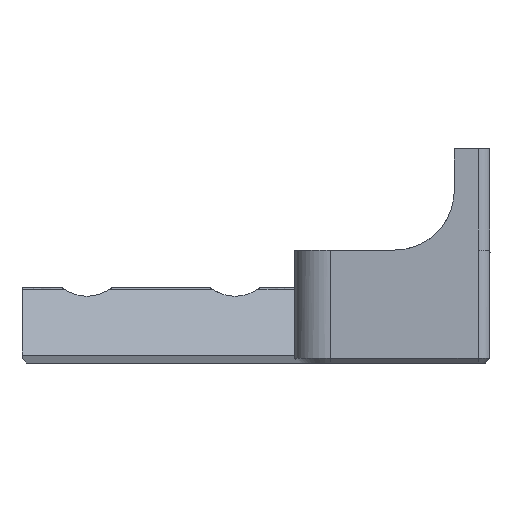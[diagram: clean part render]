
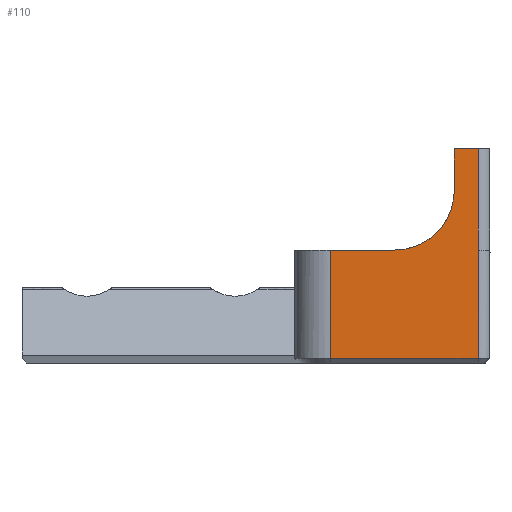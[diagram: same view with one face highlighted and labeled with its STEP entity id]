
A CAD part, front view. The second image highlights one B-rep face of the part: STEP entity #110.
In plain terms, the highlighted planar face has unit normal (0, -1, 0).
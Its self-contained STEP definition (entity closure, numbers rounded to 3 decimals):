
#110=ADVANCED_FACE('',(#276),#2684,.T.);
#276=FACE_OUTER_BOUND('',#444,.T.);
#444=EDGE_LOOP('',(#902,#903,#904,#905,#906,#907,#908,#909));
#902=ORIENTED_EDGE('',*,*,#1656,.T.);
#903=ORIENTED_EDGE('',*,*,#1547,.F.);
#904=ORIENTED_EDGE('',*,*,#1549,.F.);
#905=ORIENTED_EDGE('',*,*,#1531,.F.);
#906=ORIENTED_EDGE('',*,*,#1472,.T.);
#907=ORIENTED_EDGE('',*,*,#1476,.F.);
#908=ORIENTED_EDGE('',*,*,#1649,.T.);
#909=ORIENTED_EDGE('',*,*,#1662,.T.);
#1472=EDGE_CURVE('',#2371,#2374,#1911,.T.);
#1476=EDGE_CURVE('',#2378,#2374,#2214,.T.);
#1531=EDGE_CURVE('',#2371,#2441,#1951,.T.);
#1547=EDGE_CURVE('',#2439,#2412,#1966,.T.);
#1549=EDGE_CURVE('',#2441,#2439,#1967,.T.);
#1649=EDGE_CURVE('',#2378,#2488,#2037,.T.);
#1656=EDGE_CURVE('',#2492,#2412,#2044,.T.);
#1662=EDGE_CURVE('',#2488,#2492,#2264,.T.);
#1911=B_SPLINE_CURVE_WITH_KNOTS('',1,(#3681,#3682),.UNSPECIFIED.,.F.,.F.,
(2,2),(0.,13.),.UNSPECIFIED.);
#1951=B_SPLINE_CURVE_WITH_KNOTS('',1,(#3880,#3881),.UNSPECIFIED.,.F.,.F.,
(2,2),(0.,9.1),.UNSPECIFIED.);
#1966=B_SPLINE_CURVE_WITH_KNOTS('',1,(#3913,#3914),.UNSPECIFIED.,.F.,.F.,
(2,2),(0.4,9.5),.UNSPECIFIED.);
#1967=B_SPLINE_CURVE_WITH_KNOTS('',1,(#3918,#3919),.UNSPECIFIED.,.F.,.F.,
(2,2),(0.,12.4),.UNSPECIFIED.);
#2037=B_SPLINE_CURVE_WITH_KNOTS('',1,(#4482,#4483),.UNSPECIFIED.,.F.,.F.,
(2,2),(-13.,-7.342),.UNSPECIFIED.);
#2044=B_SPLINE_CURVE_WITH_KNOTS('',1,(#4496,#4497),.UNSPECIFIED.,.F.,.F.,
(2,2),(22.458,26.705),.UNSPECIFIED.);
#2214=(
BOUNDED_CURVE()
B_SPLINE_CURVE(2,(#3691,#3692,#3693),.UNSPECIFIED.,.F.,.F.)
B_SPLINE_CURVE_WITH_KNOTS((3,3),(-139.232,-137.659),
 .UNSPECIFIED.)
CURVE()
GEOMETRIC_REPRESENTATION_ITEM()
RATIONAL_B_SPLINE_CURVE((1.,1.,1.))
REPRESENTATION_ITEM('')
);
#2264=(
BOUNDED_CURVE()
B_SPLINE_CURVE(2,(#4509,#4510,#4511),.UNSPECIFIED.,.F.,.F.)
B_SPLINE_CURVE_WITH_KNOTS((3,3),(0.,7.854),.UNSPECIFIED.)
CURVE()
GEOMETRIC_REPRESENTATION_ITEM()
RATIONAL_B_SPLINE_CURVE((1.,0.707,1.))
REPRESENTATION_ITEM('')
);
#2371=VERTEX_POINT('',#3478);
#2374=VERTEX_POINT('',#3481);
#2378=VERTEX_POINT('',#3485);
#2412=VERTEX_POINT('',#3519);
#2439=VERTEX_POINT('',#3546);
#2441=VERTEX_POINT('',#3548);
#2488=VERTEX_POINT('',#3595);
#2492=VERTEX_POINT('',#3599);
#2684=PLANE('',#2859);
#2859=AXIS2_PLACEMENT_3D('',#3335,#2929,$);
#2929=DIRECTION('',(0.,-1.,0.));
#3335=CARTESIAN_POINT('',(89.258,679.323,0.4));
#3478=CARTESIAN_POINT('',(101.658,679.323,9.5));
#3481=CARTESIAN_POINT('',(101.658,679.323,18.));
#3485=CARTESIAN_POINT('',(99.658,679.323,18.));
#3519=CARTESIAN_POINT('',(89.258,679.323,9.5));
#3546=CARTESIAN_POINT('',(89.258,679.323,0.4));
#3548=CARTESIAN_POINT('',(101.658,679.323,0.4));
#3595=CARTESIAN_POINT('',(99.658,679.323,14.5));
#3599=CARTESIAN_POINT('',(94.658,679.323,9.5));
#3681=CARTESIAN_POINT('',(101.658,679.323,9.5));
#3682=CARTESIAN_POINT('',(101.658,679.323,18.));
#3691=CARTESIAN_POINT('',(99.658,679.323,18.));
#3692=CARTESIAN_POINT('',(100.658,679.323,18.));
#3693=CARTESIAN_POINT('',(101.658,679.323,18.));
#3880=CARTESIAN_POINT('',(101.658,679.323,9.5));
#3881=CARTESIAN_POINT('',(101.658,679.323,0.4));
#3913=CARTESIAN_POINT('',(89.258,679.323,0.4));
#3914=CARTESIAN_POINT('',(89.258,679.323,9.5));
#3918=CARTESIAN_POINT('',(101.658,679.323,0.4));
#3919=CARTESIAN_POINT('',(89.258,679.323,0.4));
#4482=CARTESIAN_POINT('',(99.658,679.323,18.));
#4483=CARTESIAN_POINT('',(99.658,679.323,14.5));
#4496=CARTESIAN_POINT('',(94.658,679.323,9.5));
#4497=CARTESIAN_POINT('',(89.258,679.323,9.5));
#4509=CARTESIAN_POINT('',(99.658,679.323,14.5));
#4510=CARTESIAN_POINT('',(99.658,679.323,9.5));
#4511=CARTESIAN_POINT('',(94.658,679.323,9.5));
